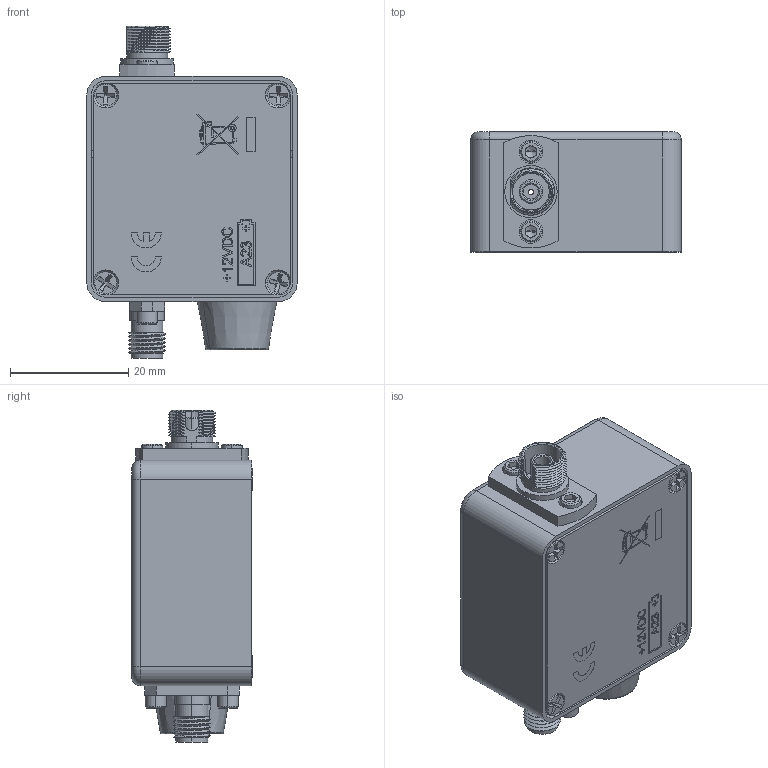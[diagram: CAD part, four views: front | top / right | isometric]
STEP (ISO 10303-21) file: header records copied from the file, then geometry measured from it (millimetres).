
FILE_DESCRIPTION (( 'STEP AP214' ), '1' );
FILE_NAME ('15830-E0W.step', '2007-11-13T12:11:21', ( ' ' ), ( ' ' ), 'SwSTEP 2.0', 'SolidWorks 2007', '' );
FILE_SCHEMA (( 'AUTOMOTIVE_DESIGN' ));
Length unit declared in the file: inch
Products named in the file (1): 15830-E0W
Bounding box: 35.56 x 20.36 x 56.13 mm (x, y, z)
Surface area: 8164.6 mm2 (no closed solid volume)
Topology: 0 solids, 31 shells, 783 faces, 3729 edges, 2858 vertices
Faces by surface type: plane 495, bspline 150, cylinder 94, cone 36, torus 8
Entity records: 70129 total; most frequent: CARTESIAN_POINT 33574, ORIENTED_EDGE 5194, DIRECTION 4184, EDGE_CURVE 3721, VERTEX_POINT 2858, VECTOR 2340, LINE 2340, B_SPLINE_CURVE_WITH_KNOTS 1039
